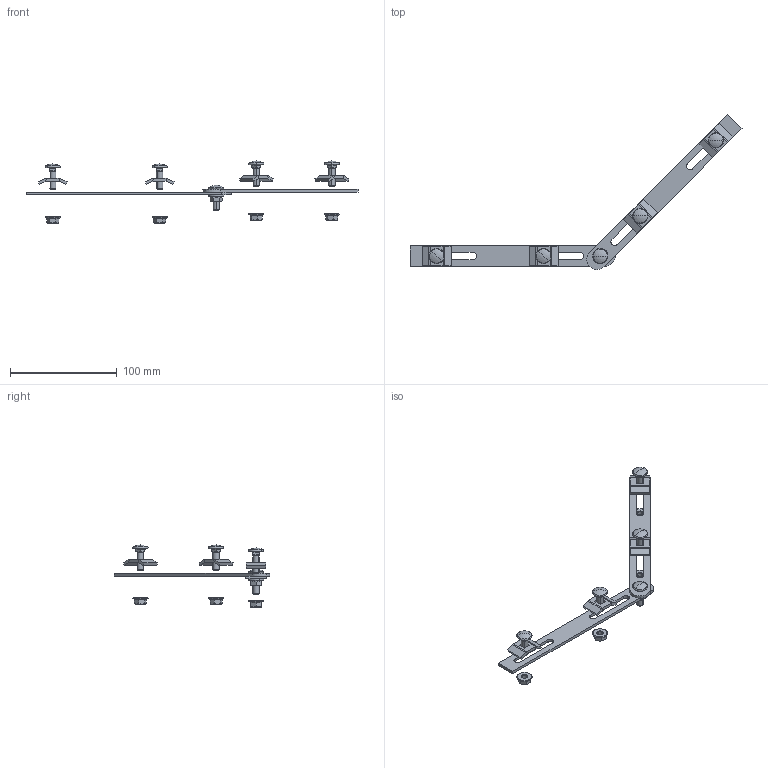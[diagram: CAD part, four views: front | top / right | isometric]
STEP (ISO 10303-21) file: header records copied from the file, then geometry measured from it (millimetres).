
FILE_DESCRIPTION (( 'STEP AP214' ), '1' );
FILE_NAME ('LC-AJC.step', '2022-02-17T22:10:06', ( '' ), ( '' ), 'SwSTEP 2.0', 'SolidWorks 2021', '' );
FILE_SCHEMA (( 'AUTOMOTIVE_DESIGN' ));
Length unit declared in the file: millimetre
Products named in the file (6): square neck bolt 02_iso_ISO 8678-M6x20-15-N; hex flange nut gradea_iso_ISO - 4161 - M6 - N; LC-AJC; Assem3^LC-AJC; PJ-KK34-SK; PJ-AJC-EZ
Assembly tree (11 placements, depth 3):
  LC-AJC
    PJ-AJC-EZ  x2
    square neck bolt 02_iso_ISO 8678-M6x20-15-N
    hex flange nut gradea_iso_ISO - 4161 - M6 - N
    Assem3^LC-AJC  x4
      PJ-KK34-SK
      square neck bolt 02_iso_ISO 8678-M6x20-15-N
      hex flange nut gradea_iso_ISO - 4161 - M6 - N
Bounding box: 310.58 x 145.23 x 58.1 mm (x, y, z)
Volume: 27820 mm3; surface area: 26308.2 mm2
Topology: 16 solids, 16 shells, 488 faces, 1129 edges, 638 vertices
Faces by surface type: plane 180, cone 95, cylinder 88, bspline 70, torus 45, sphere 10
Entity records: 3887 total; most frequent: CARTESIAN_POINT 1122, ORIENTED_EDGE 530, DIRECTION 525, EDGE_CURVE 265, AXIS2_PLACEMENT_3D 203, VERTEX_POINT 158, EDGE_LOOP 127, LINE 119
